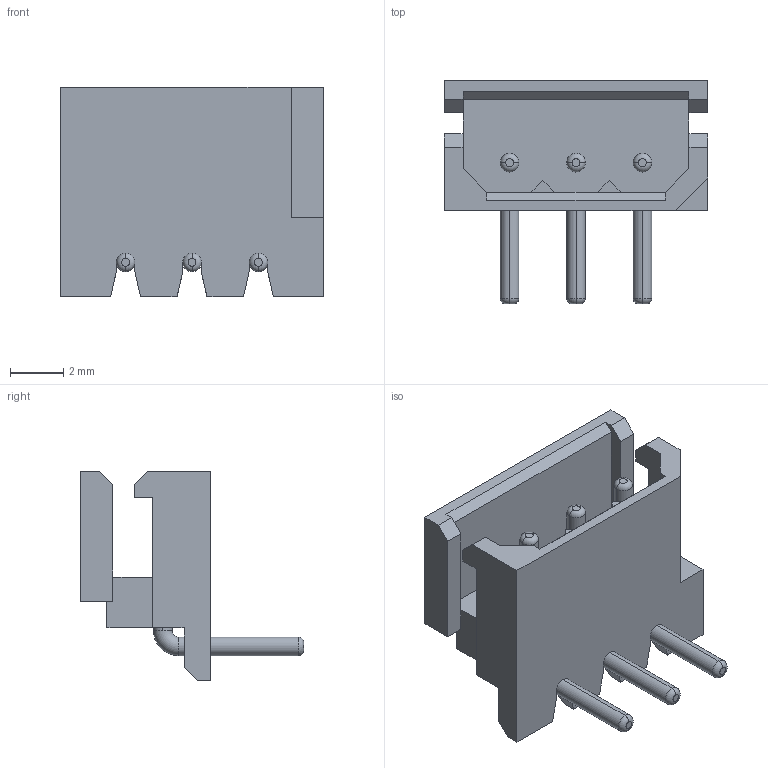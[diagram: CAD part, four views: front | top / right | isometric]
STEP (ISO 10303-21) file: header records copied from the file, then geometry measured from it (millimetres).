
FILE_DESCRIPTION (( 'STEP AP214' ), '1' );
FILE_NAME ('22057035.STEP', '2024-02-28T05:31:34', ( '' ), ( '' ), 'SwSTEP 2.0', 'SolidWorks 2021', '' );
FILE_SCHEMA (( 'AUTOMOTIVE_DESIGN' ));
Length unit declared in the file: millimetre
Products named in the file (1): 22057035
Bounding box: 9.9 x 8.4 x 7.9 mm (x, y, z)
Volume: 171.2 mm3; surface area: 472.1 mm2
Topology: 4 solids, 4 shells, 115 faces, 297 edges, 190 vertices
Faces by surface type: plane 73, cylinder 24, torus 18
Entity records: 4425 total; most frequent: DIRECTION 613, CARTESIAN_POINT 603, ORIENTED_EDGE 594, EDGE_CURVE 297, VECTOR 213, LINE 213, AXIS2_PLACEMENT_3D 200, VERTEX_POINT 190
